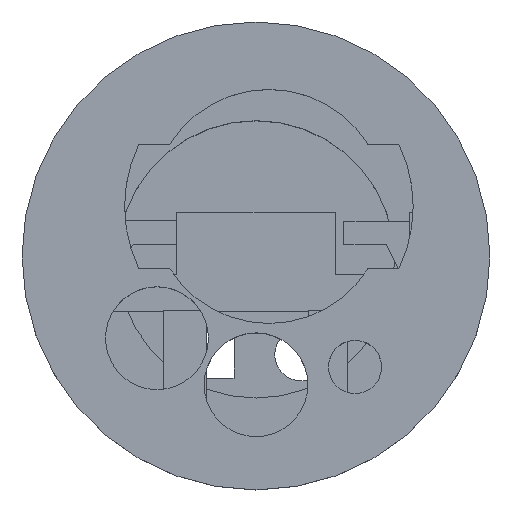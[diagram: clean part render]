
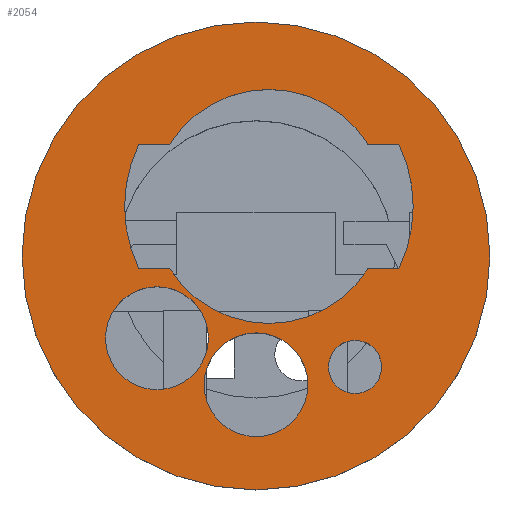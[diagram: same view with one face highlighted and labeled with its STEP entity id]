
A CAD part, top view. The second image highlights one B-rep face of the part: STEP entity #2054.
In plain terms, the highlighted planar face has unit normal (0, 0, 1).
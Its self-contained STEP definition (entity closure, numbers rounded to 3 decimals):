
#17=FACE_BOUND('',#258,.T.);
#18=FACE_BOUND('',#259,.T.);
#19=FACE_BOUND('',#260,.T.);
#20=FACE_BOUND('',#261,.T.);
#56=PLANE('',#2192);
#148=FACE_OUTER_BOUND('',#257,.T.);
#257=EDGE_LOOP('',(#1483));
#258=EDGE_LOOP('',(#1484));
#259=EDGE_LOOP('',(#1485,#1486,#1487,#1488,#1489,#1490,#1491,#1492));
#260=EDGE_LOOP('',(#1493));
#261=EDGE_LOOP('',(#1494));
#406=LINE('',#3011,#631);
#419=LINE('',#3062,#644);
#422=LINE('',#3072,#647);
#423=LINE('',#3073,#648);
#631=VECTOR('',#2397,10.);
#644=VECTOR('',#2448,10.);
#647=VECTOR('',#2459,10.);
#648=VECTOR('',#2460,10.);
#829=CIRCLE('',#2161,29.997);
#833=CIRCLE('',#2173,18.5);
#835=CIRCLE('',#2176,15.);
#837=CIRCLE('',#2179,6.6);
#839=CIRCLE('',#2182,3.4);
#841=CIRCLE('',#2185,6.65);
#843=CIRCLE('',#2188,18.5);
#845=CIRCLE('',#2193,15.);
#907=VERTEX_POINT('',#2947);
#932=VERTEX_POINT('',#3008);
#933=VERTEX_POINT('',#3010);
#936=VERTEX_POINT('',#3018);
#940=VERTEX_POINT('',#3027);
#941=VERTEX_POINT('',#3029);
#943=VERTEX_POINT('',#3035);
#945=VERTEX_POINT('',#3041);
#947=VERTEX_POINT('',#3047);
#948=VERTEX_POINT('',#3051);
#951=VERTEX_POINT('',#3056);
#955=VERTEX_POINT('',#3070);
#1107=EDGE_CURVE('',#907,#907,#829,.T.);
#1137=EDGE_CURVE('',#933,#932,#406,.T.);
#1143=EDGE_CURVE('',#936,#933,#833,.T.);
#1146=EDGE_CURVE('',#941,#940,#835,.T.);
#1150=EDGE_CURVE('',#943,#943,#837,.T.);
#1153=EDGE_CURVE('',#945,#945,#839,.T.);
#1156=EDGE_CURVE('',#947,#947,#841,.T.);
#1160=EDGE_CURVE('',#948,#951,#843,.T.);
#1162=EDGE_CURVE('',#951,#941,#419,.T.);
#1166=EDGE_CURVE('',#932,#955,#845,.T.);
#1167=EDGE_CURVE('',#955,#948,#422,.T.);
#1168=EDGE_CURVE('',#940,#936,#423,.T.);
#1483=ORIENTED_EDGE('',*,*,#1107,.T.);
#1484=ORIENTED_EDGE('',*,*,#1150,.T.);
#1485=ORIENTED_EDGE('',*,*,#1137,.T.);
#1486=ORIENTED_EDGE('',*,*,#1166,.T.);
#1487=ORIENTED_EDGE('',*,*,#1167,.T.);
#1488=ORIENTED_EDGE('',*,*,#1160,.T.);
#1489=ORIENTED_EDGE('',*,*,#1162,.T.);
#1490=ORIENTED_EDGE('',*,*,#1146,.T.);
#1491=ORIENTED_EDGE('',*,*,#1168,.T.);
#1492=ORIENTED_EDGE('',*,*,#1143,.T.);
#1493=ORIENTED_EDGE('',*,*,#1156,.T.);
#1494=ORIENTED_EDGE('',*,*,#1153,.T.);
#2054=ADVANCED_FACE('',(#148,#17,#18,#19,#20),#56,.T.);
#2161=AXIS2_PLACEMENT_3D('',#2948,#2350,#2351);
#2173=AXIS2_PLACEMENT_3D('',#3022,#2406,#2407);
#2176=AXIS2_PLACEMENT_3D('',#3030,#2413,#2414);
#2179=AXIS2_PLACEMENT_3D('',#3037,#2421,#2422);
#2182=AXIS2_PLACEMENT_3D('',#3043,#2428,#2429);
#2185=AXIS2_PLACEMENT_3D('',#3049,#2435,#2436);
#2188=AXIS2_PLACEMENT_3D('',#3058,#2443,#2444);
#2192=AXIS2_PLACEMENT_3D('',#3069,#2455,#2456);
#2193=AXIS2_PLACEMENT_3D('',#3071,#2457,#2458);
#2350=DIRECTION('center_axis',(0.,0.,1.));
#2351=DIRECTION('ref_axis',(1.,0.,0.));
#2397=DIRECTION('',(1.,0.,0.));
#2406=DIRECTION('center_axis',(0.,0.,-1.));
#2407=DIRECTION('ref_axis',(0.902,-0.432,0.));
#2413=DIRECTION('center_axis',(0.,0.,-1.));
#2414=DIRECTION('ref_axis',(0.846,0.533,0.));
#2421=DIRECTION('center_axis',(0.,0.,-1.));
#2422=DIRECTION('ref_axis',(-1.,0.,0.));
#2428=DIRECTION('center_axis',(0.,0.,-1.));
#2429=DIRECTION('ref_axis',(-1.,0.,0.));
#2435=DIRECTION('center_axis',(0.,0.,-1.));
#2436=DIRECTION('ref_axis',(-1.,0.,0.));
#2443=DIRECTION('center_axis',(0.,0.,-1.));
#2444=DIRECTION('ref_axis',(-0.902,0.432,0.));
#2448=DIRECTION('',(-1.,0.,0.));
#2455=DIRECTION('center_axis',(0.,0.,1.));
#2456=DIRECTION('ref_axis',(1.,0.,0.));
#2457=DIRECTION('center_axis',(0.,0.,-1.));
#2458=DIRECTION('ref_axis',(-0.846,-0.533,0.));
#2459=DIRECTION('',(1.,0.,0.));
#2460=DIRECTION('',(-1.,0.,0.));
#2947=CARTESIAN_POINT('',(-29.998,0.002,-15.));
#2948=CARTESIAN_POINT('Origin',(-0.001,0.002,
-15.));
#3008=CARTESIAN_POINT('',(-11.038,14.35,-15.));
#3010=CARTESIAN_POINT('',(-15.03,14.35,-15.));
#3011=CARTESIAN_POINT('',(-15.03,14.35,-15.));
#3018=CARTESIAN_POINT('',(-15.03,-1.65,-15.));
#3022=CARTESIAN_POINT('Origin',(1.651,6.35,-15.));
#3027=CARTESIAN_POINT('',(-11.038,-1.65,-15.));
#3029=CARTESIAN_POINT('',(14.34,-1.65,-15.));
#3030=CARTESIAN_POINT('Origin',(1.651,6.35,-15.));
#3035=CARTESIAN_POINT('',(-6.1,-10.541,-15.));
#3037=CARTESIAN_POINT('Origin',(-12.7,-10.541,-15.));
#3041=CARTESIAN_POINT('',(16.1,-14.224,-15.));
#3043=CARTESIAN_POINT('Origin',(12.7,-14.224,-15.));
#3047=CARTESIAN_POINT('',(6.65,-16.51,-15.));
#3049=CARTESIAN_POINT('Origin',(0.,-16.51,-15.));
#3051=CARTESIAN_POINT('',(18.332,14.35,-15.));
#3056=CARTESIAN_POINT('',(18.332,-1.65,-15.));
#3058=CARTESIAN_POINT('Origin',(1.651,6.35,-15.));
#3062=CARTESIAN_POINT('',(18.332,-1.65,-15.));
#3069=CARTESIAN_POINT('Origin',(0.,0.,-15.));
#3070=CARTESIAN_POINT('',(14.34,14.35,-15.));
#3071=CARTESIAN_POINT('Origin',(1.651,6.35,-15.));
#3072=CARTESIAN_POINT('',(14.34,14.35,-15.));
#3073=CARTESIAN_POINT('',(-11.038,-1.65,-15.));
